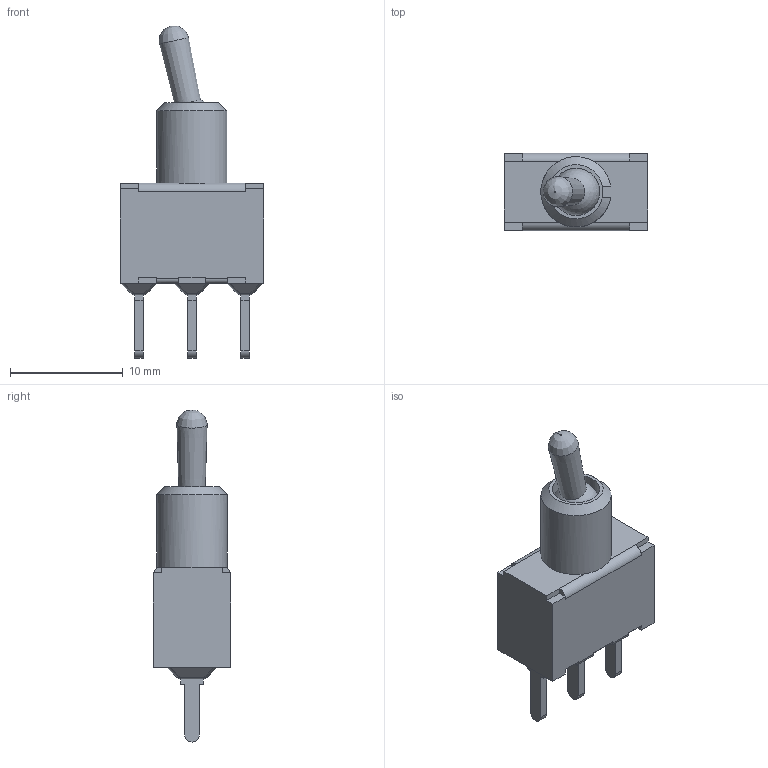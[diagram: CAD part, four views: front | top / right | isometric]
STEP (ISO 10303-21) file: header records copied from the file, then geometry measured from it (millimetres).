
FILE_DESCRIPTION((' '),'2;1');
FILE_NAME('100SPxT2B3M2xE.stp','2017-08-03T13:43:18',(' '),(' '),' ','ACIS',' ');
FILE_SCHEMA(('CONFIG_CONTROL_DESIGN'));
Length unit declared in the file: inch
Products named in the file (1): 100SPxT2B3M2xE.stp
Bounding box: 12.7 x 6.86 x 29.39 mm (x, y, z)
Volume: 983.1 mm3; surface area: 963.9 mm2
Topology: 2 solids, 6 shells, 195 faces, 477 edges, 294 vertices
Faces by surface type: plane 140, cylinder 39, sphere 13, cone 2, bspline 1
Full cylindrical faces by diameter (mm): 4.2 x1
Entity records: 5699 total; most frequent: CARTESIAN_POINT 1009, DIRECTION 946, ORIENTED_EDGE 940, EDGE_CURVE 470, VECTOR 376, LINE 376, VERTEX_POINT 291, AXIS2_PLACEMENT_3D 285
